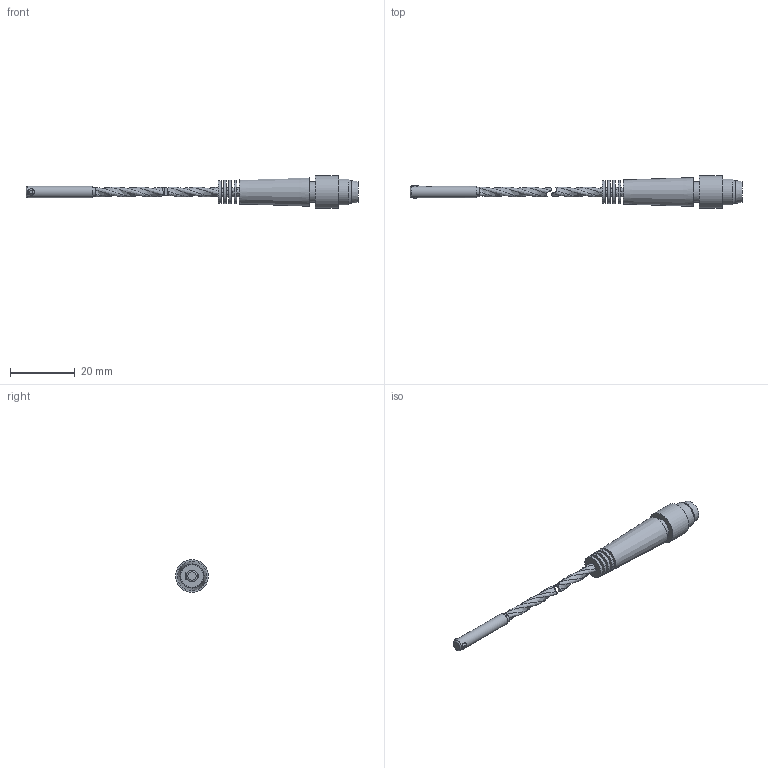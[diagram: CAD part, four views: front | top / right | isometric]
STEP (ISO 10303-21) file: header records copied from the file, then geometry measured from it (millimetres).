
FILE_DESCRIPTION((''),'2;1');
FILE_NAME('MZR40188.stp','2014-06-29T15:55:53',('Administrator'),(''),'Autodesk Inventor 11','Autodesk Inventor 11','');
FILE_SCHEMA(('AUTOMOTIVE_DESIGN { 1 0 10303 214 1 1 1 1 }'));
Length unit declared in the file: millimetre
Products named in the file (3): MZR40188; ipf M8 Stecker 3pol Teflon; MZR40158 Sensor
Assembly tree (2 placements, depth 2):
  MZR40188
    ipf M8 Stecker 3pol Teflon
    MZR40158 Sensor
Bounding box: 102.31 x 10.07 x 10.07 mm (x, y, z)
Volume: 2457.8 mm3; surface area: 2254.9 mm2
Topology: 2 solids, 2 shells, 129 faces, 317 edges, 209 vertices
Faces by surface type: bspline 48, cylinder 35, plane 32, cone 10, sphere 3, torus 1
Full cylindrical faces by diameter (mm): 1 x3, 1.8 x1, 2 x2, 3.6 x1, 5.8 x1, 6.4 x2, 8 x1, 10.1 x1
Entity records: 6880 total; most frequent: CARTESIAN_POINT 4190, ORIENTED_EDGE 568, DIRECTION 422, EDGE_CURVE 284, VERTEX_POINT 205, EDGE_LOOP 175, AXIS2_PLACEMENT_3D 171, FACE_OUTER_BOUND 129
